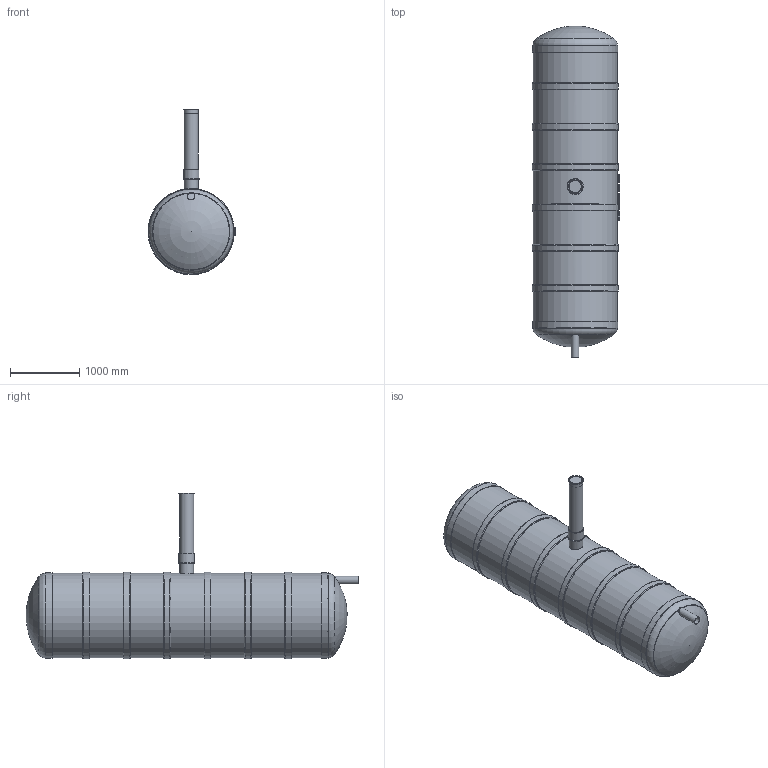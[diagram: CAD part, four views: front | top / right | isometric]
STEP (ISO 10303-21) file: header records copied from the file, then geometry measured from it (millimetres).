
FILE_DESCRIPTION(/* description */ ('Unknown'),/* implementation_level */ '2;1');
FILE_NAME(/* name */ 'Mahuti 5m3 D1200 KP 21.03.23',/* time_stamp */ '2023-04-13T14:15:56+03:00',/* author */ ('Unknown'),/* organization */ ('Unknown'),/* preprocessor_version */ 'ST-DEVELOPER v18.1',/* originating_system */ 'Solid Edge',/* authorisation */ 'Unknown');
FILE_SCHEMA (('AUTOMOTIVE_DESIGN {1 0 10303 214 3 1 1}'));
Length unit declared in the file: millimetre
Products named in the file (12): Mahuti 5m3 D1200 KP 21.03.23; 2369.002; 2366.001; 2366.003; 1200 Ribi; d200muhvtoru1; kaas200; muhvtoru_110; 1200 5m3 maht; PVC valikanalitoru D200 (L825); PVC200_oa_0; Eccua logo
Assembly tree (16 placements, depth 2):
  Mahuti 5m3 D1200 KP 21.03.23
    2369.002
    2366.001
    2366.003
    1200 Ribi  x6
    d200muhvtoru1
    kaas200
    muhvtoru_110
    1200 5m3 maht
    PVC valikanalitoru D200 (L825)
    PVC200_oa_0
    Eccua logo
Bounding box: 1266 x 4778.4 x 2380.5 mm (x, y, z)
Volume: 5136859235.6 mm3; surface area: 64038008.2 mm2
Topology: 19 solids, 19 shells, 181 faces, 400 edges, 264 vertices
Faces by surface type: plane 81, cylinder 75, torus 21, sphere 3, cone 1
Full cylindrical faces by diameter (mm): 104 x1, 110 x2, 174 x1, 184 x1, 186 x1, 190 x1, 200 x4, 220 x1, 225 x1, 235 x1, 1200 x2, 1212 x7, 1215 x2, 1229 x2, 1242 x6
Entity records: 4640 total; most frequent: CARTESIAN_POINT 931, DIRECTION 768, ORIENTED_EDGE 594, AXIS2_PLACEMENT_3D 309, EDGE_CURVE 297, VERTEX_POINT 220, FACE_BOUND 211, EDGE_LOOP 208
